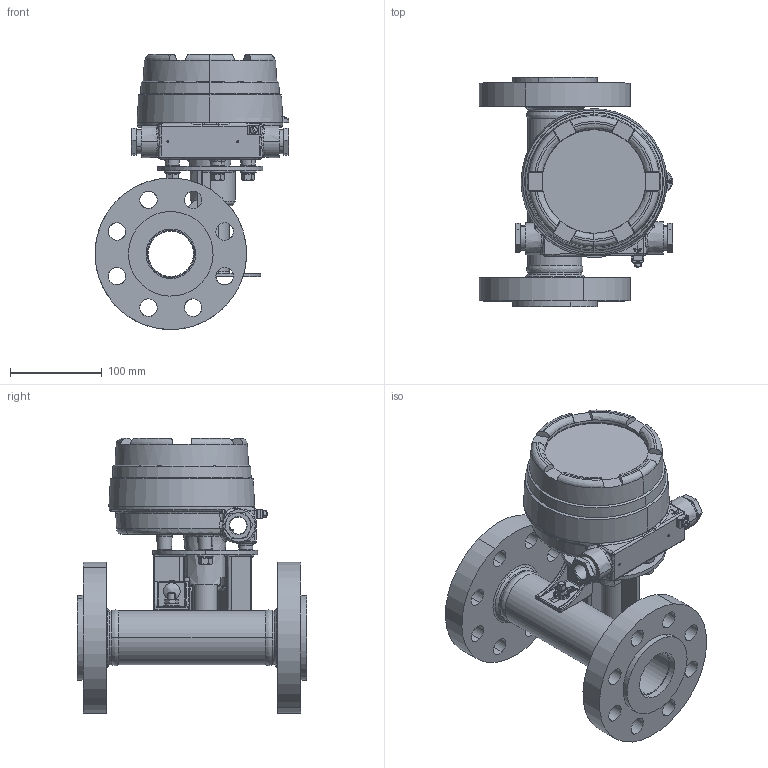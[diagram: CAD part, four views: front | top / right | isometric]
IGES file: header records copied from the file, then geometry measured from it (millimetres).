
Start section: SolidWorks IGES file using analytic representation for surfaces
Global section: file name: 3809G-B-12-F-6-D-3-0.IGS; native system: SolidWorks 2019; preprocessor: SolidWorks 2019; author: cfehr; date: 191003.100958; units: inch
Bounding box: 211.13 x 250 x 299.51 mm (x, y, z)
Volume: 1984642 mm3; surface area: 542050.6 mm2
Topology: 45 solids, 45 shells, 1328 faces, 3083 edges, 1823 vertices
Faces by surface type: revolution 793, plane 369, bspline 166
